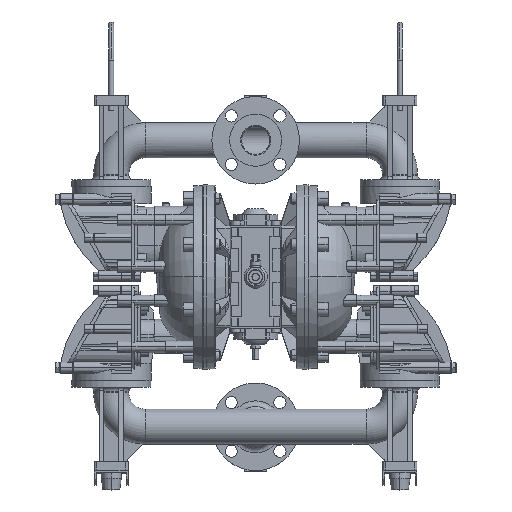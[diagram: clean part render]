
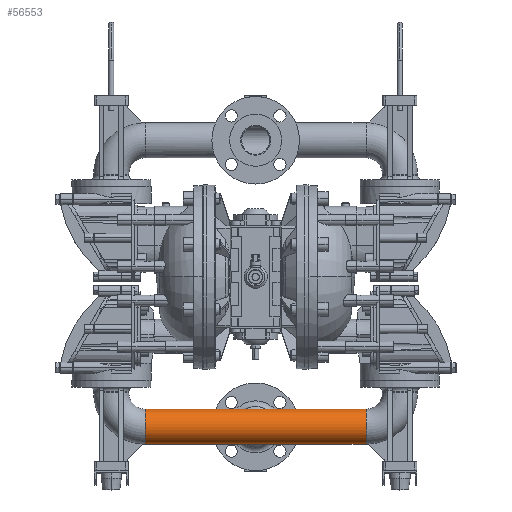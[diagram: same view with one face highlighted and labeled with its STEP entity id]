
A CAD part, top view. The second image highlights one B-rep face of the part: STEP entity #56553.
In plain terms, the highlighted cylindrical face has radius 31 mm (diameter 62 mm), a partial arc.
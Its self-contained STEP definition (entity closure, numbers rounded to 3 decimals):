
#54470 = EDGE_CURVE ( 'NONE', #54522, #54473, #60992, .T. ) ;
#54473 = VERTEX_POINT ( 'NONE', #60984 ) ;
#54522 = VERTEX_POINT ( 'NONE', #61228 ) ;
#54612 = VERTEX_POINT ( 'NONE', #61595 ) ;
#54613 = VERTEX_POINT ( 'NONE', #61593 ) ;
#55511 = EDGE_CURVE ( 'NONE', #54522, #55555, #65805, .T. ) ;
#55522 = EDGE_CURVE ( 'NONE', #55551, #54612, #65790, .T. ) ;
#55529 = EDGE_CURVE ( 'NONE', #55555, #54613, #65786, .T. ) ;
#55549 = EDGE_CURVE ( 'NONE', #54473, #55551, #65811, .T. ) ;
#55551 = VERTEX_POINT ( 'NONE', #65807 ) ;
#55555 = VERTEX_POINT ( 'NONE', #65852 ) ;
#56352 = EDGE_CURVE ( 'NONE', #54613, #54612, #67051, .T. ) ;
#56434 = ORIENTED_EDGE ( 'NONE', *, *, #56352, .T. ) ;
#56436 = ORIENTED_EDGE ( 'NONE', *, *, #55522, .F. ) ;
#56553 = ADVANCED_FACE ( 'NONE', ( #67514 ), #67512, .T. ) ;
#56556 = EDGE_LOOP ( 'NONE', ( #56557, #56558, #56559, #56561, #56434, #56436 ) ) ;
#56557 = ORIENTED_EDGE ( 'NONE', *, *, #55549, .F. ) ;
#56558 = ORIENTED_EDGE ( 'NONE', *, *, #54470, .F. ) ;
#56559 = ORIENTED_EDGE ( 'NONE', *, *, #55511, .T. ) ;
#56561 = ORIENTED_EDGE ( 'NONE', *, *, #55529, .T. ) ;
#60984 = CARTESIAN_POINT ( 'NONE',  ( 195.5, -296., 0. ) ) ;
#60985 = DIRECTION ( 'NONE',  ( 0., 0., -1. ) ) ;
#60987 = DIRECTION ( 'NONE',  ( 1., 0., 0. ) ) ;
#60989 = CARTESIAN_POINT ( 'NONE',  ( 195.5, -265., 0. ) ) ;
#60991 = AXIS2_PLACEMENT_3D ( 'NONE', #60989, #60987, #60985 ) ;
#60992 = CIRCLE ( 'NONE', #60991, 31. ) ;
#61228 = CARTESIAN_POINT ( 'NONE',  ( 195.5, -234., 0. ) ) ;
#61593 = CARTESIAN_POINT ( 'NONE',  ( -195.5, -234., 0. ) ) ;
#61595 = CARTESIAN_POINT ( 'NONE',  ( -195.5, -296., 0. ) ) ;
#65786 = LINE ( 'NONE', #65836, #65835 ) ;
#65787 = DIRECTION ( 'NONE',  ( -1., 0., 0. ) ) ;
#65788 = VECTOR ( 'NONE', #65787, 1000. ) ;
#65789 = CARTESIAN_POINT ( 'NONE',  ( 195.5, -296., 0. ) ) ;
#65790 = LINE ( 'NONE', #65789, #65788 ) ;
#65802 = DIRECTION ( 'NONE',  ( -1., 0., 0. ) ) ;
#65803 = VECTOR ( 'NONE', #65802, 1000. ) ;
#65804 = CARTESIAN_POINT ( 'NONE',  ( 195.5, -234., 0. ) ) ;
#65805 = LINE ( 'NONE', #65804, #65803 ) ;
#65807 = CARTESIAN_POINT ( 'NONE',  ( 0., -296., 0. ) ) ;
#65808 = DIRECTION ( 'NONE',  ( -1., 0., 0. ) ) ;
#65809 = VECTOR ( 'NONE', #65808, 1000. ) ;
#65810 = CARTESIAN_POINT ( 'NONE',  ( 195.5, -296., 0. ) ) ;
#65811 = LINE ( 'NONE', #65810, #65809 ) ;
#65834 = DIRECTION ( 'NONE',  ( -1., 0., 0. ) ) ;
#65835 = VECTOR ( 'NONE', #65834, 1000. ) ;
#65836 = CARTESIAN_POINT ( 'NONE',  ( 195.5, -234., 0. ) ) ;
#65852 = CARTESIAN_POINT ( 'NONE',  ( 0., -234., 0. ) ) ;
#67048 = DIRECTION ( 'NONE',  ( 0., 0., -1. ) ) ;
#67049 = DIRECTION ( 'NONE',  ( 1., 0., 0. ) ) ;
#67050 = AXIS2_PLACEMENT_3D ( 'NONE', #67056, #67049, #67048 ) ;
#67051 = CIRCLE ( 'NONE', #67050, 31. ) ;
#67056 = CARTESIAN_POINT ( 'NONE',  ( -195.5, -265., 0. ) ) ;
#67509 = DIRECTION ( 'NONE',  ( 0., 1., 0. ) ) ;
#67510 = DIRECTION ( 'NONE',  ( -1., 0., 0. ) ) ;
#67511 = AXIS2_PLACEMENT_3D ( 'NONE', #67513, #67510, #67509 ) ;
#67512 = CYLINDRICAL_SURFACE ( 'NONE', #67511, 31. ) ;
#67513 = CARTESIAN_POINT ( 'NONE',  ( 195.5, -265., 0. ) ) ;
#67514 = FACE_OUTER_BOUND ( 'NONE', #56556, .T. ) ;
